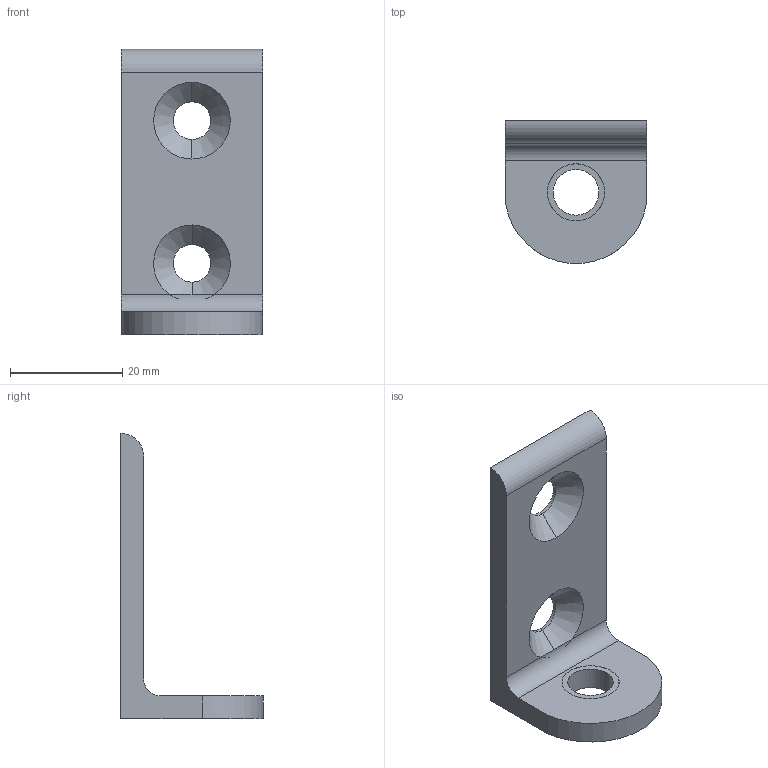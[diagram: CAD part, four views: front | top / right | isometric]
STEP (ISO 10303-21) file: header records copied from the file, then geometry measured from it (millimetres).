
FILE_DESCRIPTION((''),'2;1');
FILE_NAME('10HI8313.stp','2015-07-07T15:00:18',(''),(''),'Mechanical Desktop 2011','Mechanical Desktop 2011',', , ');
FILE_SCHEMA(('AUTOMOTIVE_DESIGN { 1 2 10303 214 1 1 1 1 }'));
Length unit declared in the file: inch
Products named in the file (1): Product
Bounding box: 25.15 x 25.36 x 50.8 mm (x, y, z)
Volume: 6221.9 mm3; surface area: 4410.7 mm2
Topology: 2 solids, 2 shells, 26 faces, 63 edges, 40 vertices
Faces by surface type: cylinder 13, plane 9, cone 4
Entity records: 841 total; most frequent: DIRECTION 149, CARTESIAN_POINT 130, ORIENTED_EDGE 126, EDGE_CURVE 63, AXIS2_PLACEMENT_3D 59, VERTEX_POINT 40, EDGE_LOOP 33, CIRCLE 32
